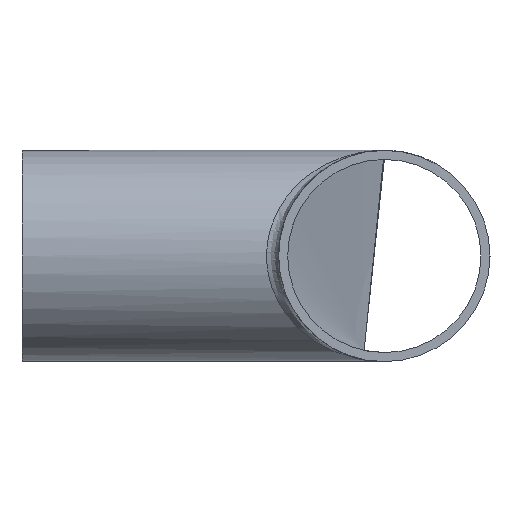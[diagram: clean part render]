
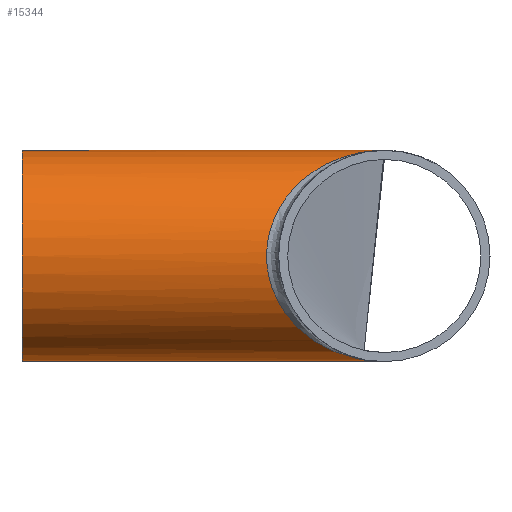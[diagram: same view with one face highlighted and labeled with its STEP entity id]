
A CAD part, left-side view. The second image highlights one B-rep face of the part: STEP entity #15344.
In plain terms, the highlighted cylindrical face has radius 17.5 mm (diameter 35 mm), a full revolution.
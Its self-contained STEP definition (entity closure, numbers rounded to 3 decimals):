
#105 = VERTEX_POINT ( 'NONE', #263 ) ;
#263 = CARTESIAN_POINT ( 'NONE',  ( 0., 60., 17.5 ) ) ;
#1157 = CARTESIAN_POINT ( 'NONE',  ( 0., 0., -17.5 ) ) ;
#1238 = ORIENTED_EDGE ( 'NONE', *, *, #5368, .F. ) ;
#2314 =( BOUNDED_CURVE ( )  B_SPLINE_CURVE ( 3, ( #10004, #9747, #12429, #1157 ),
 .UNSPECIFIED., .F., .T. ) 
 B_SPLINE_CURVE_WITH_KNOTS ( ( 4, 4 ),
 ( 1.571, 4.712 ),
 .UNSPECIFIED. ) 
 CURVE ( )  GEOMETRIC_REPRESENTATION_ITEM ( )  RATIONAL_B_SPLINE_CURVE ( ( 1., 0.333, 0.333, 1. ) ) 
 REPRESENTATION_ITEM ( '' )  );
#2440 = EDGE_LOOP ( 'NONE', ( #1238 ) ) ;
#2571 = CIRCLE ( 'NONE', #6240, 17.5 ) ;
#2932 = DIRECTION ( 'NONE',  ( 0., 0., -1. ) ) ;
#4039 =( BOUNDED_CURVE ( )  B_SPLINE_CURVE ( 3, ( #14168, #5451, #9536, #14500 ),
 .UNSPECIFIED., .F., .F. ) 
 B_SPLINE_CURVE_WITH_KNOTS ( ( 4, 4 ),
 ( 4.712, 7.854 ),
 .UNSPECIFIED. ) 
 CURVE ( )  GEOMETRIC_REPRESENTATION_ITEM ( )  RATIONAL_B_SPLINE_CURVE ( ( 1., 0.333, 0.333, 1. ) ) 
 REPRESENTATION_ITEM ( '' )  );
#4331 = FACE_OUTER_BOUND ( 'NONE', #9691, .T. ) ;
#5053 = ORIENTED_EDGE ( 'NONE', *, *, #11381, .T. ) ;
#5368 = EDGE_CURVE ( 'NONE', #105, #105, #2571, .T. ) ;
#5451 = CARTESIAN_POINT ( 'NONE',  ( -35., 39., -17.5 ) ) ;
#5584 = VERTEX_POINT ( 'NONE', #14985 ) ;
#6240 = AXIS2_PLACEMENT_3D ( 'NONE', #11950, #8299, #11863 ) ;
#6649 = EDGE_CURVE ( 'NONE', #12797, #5584, #2314, .T. ) ;
#6754 = AXIS2_PLACEMENT_3D ( 'NONE', #15524, #14122, #2932 ) ;
#8299 = DIRECTION ( 'NONE',  ( 0., 1., 0. ) ) ;
#9536 = CARTESIAN_POINT ( 'NONE',  ( -35., 39., 17.5 ) ) ;
#9691 = EDGE_LOOP ( 'NONE', ( #5053, #16164 ) ) ;
#9747 = CARTESIAN_POINT ( 'NONE',  ( 35., 39., 17.5 ) ) ;
#10004 = CARTESIAN_POINT ( 'NONE',  ( 0., 0., 17.5 ) ) ;
#11381 = EDGE_CURVE ( 'NONE', #5584, #12797, #4039, .T. ) ;
#11511 = FACE_OUTER_BOUND ( 'NONE', #2440, .T. ) ;
#11863 = DIRECTION ( 'NONE',  ( 0., 0., 1. ) ) ;
#11950 = CARTESIAN_POINT ( 'NONE',  ( 0., 60., 0. ) ) ;
#12429 = CARTESIAN_POINT ( 'NONE',  ( 35., 39., -17.5 ) ) ;
#12797 = VERTEX_POINT ( 'NONE', #15704 ) ;
#12819 = CYLINDRICAL_SURFACE ( 'NONE', #6754, 17.5 ) ;
#14122 = DIRECTION ( 'NONE',  ( 0., -1., 0. ) ) ;
#14168 = CARTESIAN_POINT ( 'NONE',  ( 0., 0., -17.5 ) ) ;
#14500 = CARTESIAN_POINT ( 'NONE',  ( 0., 0., 17.5 ) ) ;
#14985 = CARTESIAN_POINT ( 'NONE',  ( 0., 0., -17.5 ) ) ;
#15344 = ADVANCED_FACE ( 'NONE', ( #4331, #11511 ), #12819, .T. ) ;
#15524 = CARTESIAN_POINT ( 'NONE',  ( 0., 60., 0. ) ) ;
#15704 = CARTESIAN_POINT ( 'NONE',  ( 0., 0., 17.5 ) ) ;
#16164 = ORIENTED_EDGE ( 'NONE', *, *, #6649, .T. ) ;
